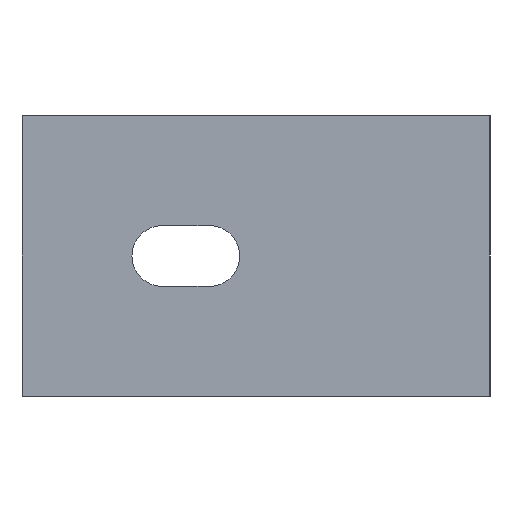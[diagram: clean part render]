
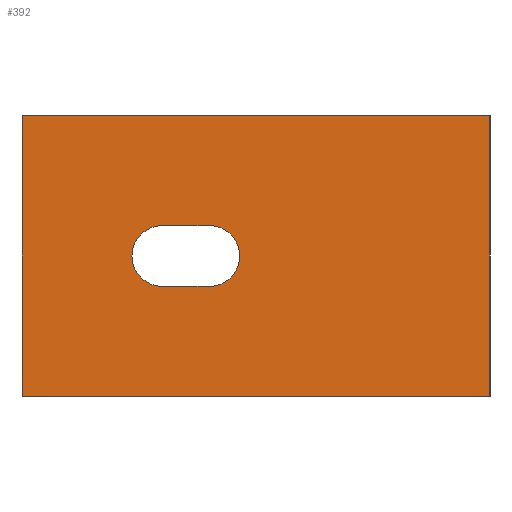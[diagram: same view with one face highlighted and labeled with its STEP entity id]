
A CAD part, left-side view. The second image highlights one B-rep face of the part: STEP entity #392.
In plain terms, the highlighted planar face has unit normal (-1, 0, 0).
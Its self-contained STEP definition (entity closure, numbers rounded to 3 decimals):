
#11 = DIRECTION ( 'NONE',  ( 0., -1., 0. ) ) ;
#21 = PLANE ( 'NONE',  #1105 ) ;
#52 = EDGE_LOOP ( 'NONE', ( #1092, #261, #359, #153 ) ) ;
#90 = VERTEX_POINT ( 'NONE', #1097 ) ;
#96 = CARTESIAN_POINT ( 'NONE',  ( 0., 3., 0. ) ) ;
#103 = CARTESIAN_POINT ( 'NONE',  ( 0., 3., 18.25 ) ) ;
#123 = EDGE_CURVE ( 'NONE', #807, #395, #978, .T. ) ;
#129 = DIRECTION ( 'NONE',  ( 0., 0., -1. ) ) ;
#135 = LINE ( 'NONE', #721, #509 ) ;
#141 = VECTOR ( 'NONE', #11, 1000. ) ;
#153 = ORIENTED_EDGE ( 'NONE', *, *, #825, .T. ) ;
#172 = DIRECTION ( 'NONE',  ( 0., 0., -1. ) ) ;
#200 = CIRCLE ( 'NONE', #456, 3.25 ) ;
#203 = LINE ( 'NONE', #648, #767 ) ;
#207 = CARTESIAN_POINT ( 'NONE',  ( 0., 3., 30. ) ) ;
#247 = DIRECTION ( 'NONE',  ( 1., 0., 0. ) ) ;
#261 = ORIENTED_EDGE ( 'NONE', *, *, #304, .T. ) ;
#263 = CARTESIAN_POINT ( 'NONE',  ( 0., 30., 15. ) ) ;
#269 = CARTESIAN_POINT ( 'NONE',  ( 0., 0., 0. ) ) ;
#290 = CARTESIAN_POINT ( 'NONE',  ( 0., 30., 11.75 ) ) ;
#304 = EDGE_CURVE ( 'NONE', #90, #912, #800, .T. ) ;
#307 = VERTEX_POINT ( 'NONE', #290 ) ;
#359 = ORIENTED_EDGE ( 'NONE', *, *, #449, .T. ) ;
#368 = CARTESIAN_POINT ( 'NONE',  ( 0., 3., 30. ) ) ;
#379 = DIRECTION ( 'NONE',  ( 0., 0., -1. ) ) ;
#392 = ADVANCED_FACE ( 'NONE', ( #970, #621 ), #21, .F. ) ;
#395 = VERTEX_POINT ( 'NONE', #706 ) ;
#426 = EDGE_CURVE ( 'NONE', #708, #781, #866, .T. ) ;
#439 = EDGE_CURVE ( 'NONE', #307, #90, #1046, .T. ) ;
#449 = EDGE_CURVE ( 'NONE', #912, #871, #874, .T. ) ;
#454 = DIRECTION ( 'NONE',  ( 0., -1., 0. ) ) ;
#456 = AXIS2_PLACEMENT_3D ( 'NONE', #263, #601, #172 ) ;
#477 = VECTOR ( 'NONE', #989, 1000. ) ;
#497 = EDGE_CURVE ( 'NONE', #807, #708, #203, .T. ) ;
#509 = VECTOR ( 'NONE', #129, 1000. ) ;
#523 = ORIENTED_EDGE ( 'NONE', *, *, #847, .F. ) ;
#538 = DIRECTION ( 'NONE',  ( 0., 1., 0. ) ) ;
#539 = ORIENTED_EDGE ( 'NONE', *, *, #123, .F. ) ;
#568 = CARTESIAN_POINT ( 'NONE',  ( 0., 35., 18.25 ) ) ;
#586 = DIRECTION ( 'NONE',  ( 0., 0., -1. ) ) ;
#593 = VECTOR ( 'NONE', #454, 1000. ) ;
#601 = DIRECTION ( 'NONE',  ( 1., 0., 0. ) ) ;
#621 = FACE_OUTER_BOUND ( 'NONE', #1060, .T. ) ;
#635 = CARTESIAN_POINT ( 'NONE',  ( 0., 50., 30. ) ) ;
#648 = CARTESIAN_POINT ( 'NONE',  ( 0., 50., 30. ) ) ;
#706 = CARTESIAN_POINT ( 'NONE',  ( 0., 0., 30. ) ) ;
#708 = VERTEX_POINT ( 'NONE', #834 ) ;
#721 = CARTESIAN_POINT ( 'NONE',  ( 0., 0., 30. ) ) ;
#767 = VECTOR ( 'NONE', #1096, 1000. ) ;
#781 = VERTEX_POINT ( 'NONE', #269 ) ;
#800 = CIRCLE ( 'NONE', #821, 3.25 ) ;
#807 = VERTEX_POINT ( 'NONE', #635 ) ;
#821 = AXIS2_PLACEMENT_3D ( 'NONE', #1108, #247, #586 ) ;
#825 = EDGE_CURVE ( 'NONE', #871, #307, #200, .T. ) ;
#834 = CARTESIAN_POINT ( 'NONE',  ( 0., 50., 0. ) ) ;
#847 = EDGE_CURVE ( 'NONE', #395, #781, #135, .T. ) ;
#866 = LINE ( 'NONE', #96, #141 ) ;
#869 = ORIENTED_EDGE ( 'NONE', *, *, #497, .T. ) ;
#871 = VERTEX_POINT ( 'NONE', #1080 ) ;
#874 = LINE ( 'NONE', #103, #593 ) ;
#912 = VERTEX_POINT ( 'NONE', #568 ) ;
#963 = CARTESIAN_POINT ( 'NONE',  ( 0., 3., 11.75 ) ) ;
#970 = FACE_BOUND ( 'NONE', #52, .T. ) ;
#978 = LINE ( 'NONE', #207, #477 ) ;
#989 = DIRECTION ( 'NONE',  ( 0., -1., 0. ) ) ;
#1046 = LINE ( 'NONE', #963, #1067 ) ;
#1054 = DIRECTION ( 'NONE',  ( 1., 0., 0. ) ) ;
#1060 = EDGE_LOOP ( 'NONE', ( #1114, #523, #539, #869 ) ) ;
#1067 = VECTOR ( 'NONE', #538, 1000. ) ;
#1080 = CARTESIAN_POINT ( 'NONE',  ( 0., 30., 18.25 ) ) ;
#1092 = ORIENTED_EDGE ( 'NONE', *, *, #439, .T. ) ;
#1096 = DIRECTION ( 'NONE',  ( 0., 0., -1. ) ) ;
#1097 = CARTESIAN_POINT ( 'NONE',  ( 0., 35., 11.75 ) ) ;
#1105 = AXIS2_PLACEMENT_3D ( 'NONE', #368, #1054, #379 ) ;
#1108 = CARTESIAN_POINT ( 'NONE',  ( 0., 35., 15. ) ) ;
#1114 = ORIENTED_EDGE ( 'NONE', *, *, #426, .T. ) ;
